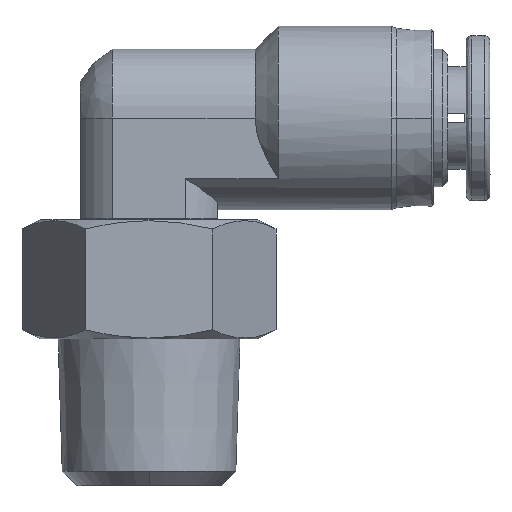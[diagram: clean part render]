
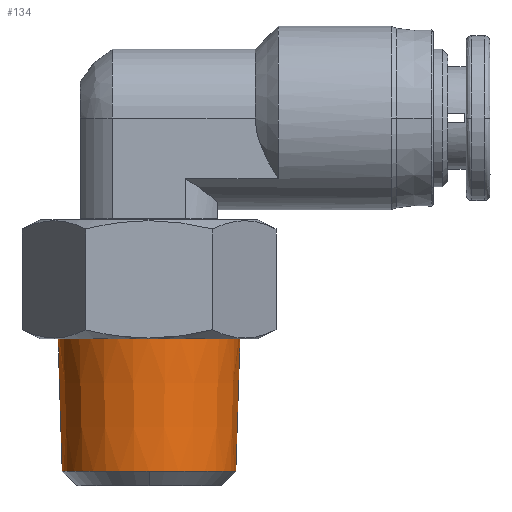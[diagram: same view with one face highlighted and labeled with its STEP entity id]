
A CAD part, left-side view. The second image highlights one B-rep face of the part: STEP entity #134.
In plain terms, the highlighted conical face has half-angle 1.79 degrees and reference radius 4.959 mm.
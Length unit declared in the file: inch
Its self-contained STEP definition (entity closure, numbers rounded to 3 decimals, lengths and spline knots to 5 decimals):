
#120 = VECTOR ( 'NONE', #3403, 39.37008 ) ;
#134 = ADVANCED_FACE ( 'NONE', ( #2247 ), #5347, .T. ) ;
#245 = AXIS2_PLACEMENT_3D ( 'NONE', #1575, #643, #727 ) ;
#629 = ORIENTED_EDGE ( 'NONE', *, *, #5430, .T. ) ;
#643 = DIRECTION ( 'NONE',  ( 0., 0., -1. ) ) ;
#727 = DIRECTION ( 'NONE',  ( 0., -1., 0. ) ) ;
#728 = CIRCLE ( 'NONE', #1557, 0.18636 ) ;
#861 = AXIS2_PLACEMENT_3D ( 'NONE', #1966, #2839, #3247 ) ;
#896 = DIRECTION ( 'NONE',  ( 0., -0.031, 1. ) ) ;
#981 = ORIENTED_EDGE ( 'NONE', *, *, #3616, .F. ) ;
#1045 = ORIENTED_EDGE ( 'NONE', *, *, #1886, .T. ) ;
#1557 = AXIS2_PLACEMENT_3D ( 'NONE', #4500, #3730, #1939 ) ;
#1575 = CARTESIAN_POINT ( 'NONE',  ( 0., 0., -0.51181 ) ) ;
#1886 = EDGE_CURVE ( 'NONE', #4389, #4460, #3804, .T. ) ;
#1939 = DIRECTION ( 'NONE',  ( 0.866, -0.5, 0. ) ) ;
#1966 = CARTESIAN_POINT ( 'NONE',  ( 0., 0., -0.51181 ) ) ;
#2011 = EDGE_LOOP ( 'NONE', ( #981, #629, #2602, #1045, #5537 ) ) ;
#2164 = CARTESIAN_POINT ( 'NONE',  ( 0., -0.18636, -0.79626 ) ) ;
#2223 = CARTESIAN_POINT ( 'NONE',  ( 0., -0.19525, -0.51181 ) ) ;
#2247 = FACE_OUTER_BOUND ( 'NONE', #2011, .T. ) ;
#2480 = CARTESIAN_POINT ( 'NONE',  ( -0.18636, 0., -0.79626 ) ) ;
#2596 = CIRCLE ( 'NONE', #5479, 0.18636 ) ;
#2602 = ORIENTED_EDGE ( 'NONE', *, *, #4649, .T. ) ;
#2839 = DIRECTION ( 'NONE',  ( 0., 0., 1. ) ) ;
#2854 = VERTEX_POINT ( 'NONE', #5464 ) ;
#3247 = DIRECTION ( 'NONE',  ( 0., -1., 0. ) ) ;
#3403 = DIRECTION ( 'NONE',  ( 0., 0.031, 1. ) ) ;
#3459 = CARTESIAN_POINT ( 'NONE',  ( 0., -0.19525, -0.51181 ) ) ;
#3551 = EDGE_CURVE ( 'NONE', #4460, #2854, #4108, .T. ) ;
#3616 = EDGE_CURVE ( 'NONE', #4245, #2854, #5421, .T. ) ;
#3730 = DIRECTION ( 'NONE',  ( 0., 0., 1. ) ) ;
#3804 = LINE ( 'NONE', #3459, #5543 ) ;
#4059 = DIRECTION ( 'NONE',  ( 0., 0., 1. ) ) ;
#4108 = CIRCLE ( 'NONE', #245, 0.19525 ) ;
#4159 = CARTESIAN_POINT ( 'NONE',  ( 0., 0.18636, -0.79626 ) ) ;
#4245 = VERTEX_POINT ( 'NONE', #4159 ) ;
#4389 = VERTEX_POINT ( 'NONE', #2164 ) ;
#4460 = VERTEX_POINT ( 'NONE', #2223 ) ;
#4500 = CARTESIAN_POINT ( 'NONE',  ( 0., 0., -0.79626 ) ) ;
#4649 = EDGE_CURVE ( 'NONE', #5556, #4389, #2596, .T. ) ;
#4716 = CARTESIAN_POINT ( 'NONE',  ( 0., 0.19525, -0.51181 ) ) ;
#4913 = DIRECTION ( 'NONE',  ( 0.866, -0.5, 0. ) ) ;
#4930 = CARTESIAN_POINT ( 'NONE',  ( 0., 0., -0.79626 ) ) ;
#5347 = CONICAL_SURFACE ( 'NONE', #861, 0.19525, 0.031 ) ;
#5421 = LINE ( 'NONE', #4716, #120 ) ;
#5430 = EDGE_CURVE ( 'NONE', #4245, #5556, #728, .T. ) ;
#5464 = CARTESIAN_POINT ( 'NONE',  ( 0., 0.19525, -0.51181 ) ) ;
#5479 = AXIS2_PLACEMENT_3D ( 'NONE', #4930, #4059, #4913 ) ;
#5537 = ORIENTED_EDGE ( 'NONE', *, *, #3551, .T. ) ;
#5543 = VECTOR ( 'NONE', #896, 39.37008 ) ;
#5556 = VERTEX_POINT ( 'NONE', #2480 ) ;
